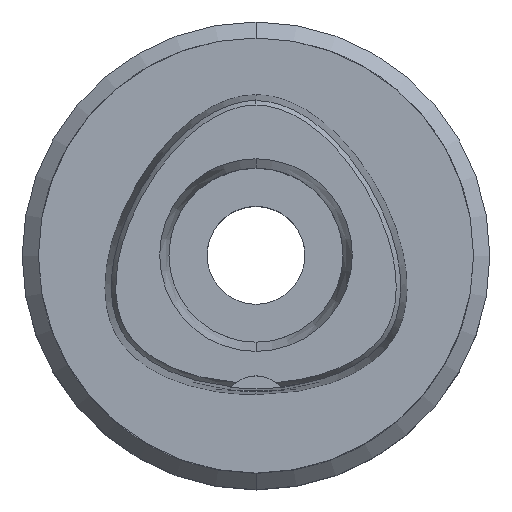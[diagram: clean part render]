
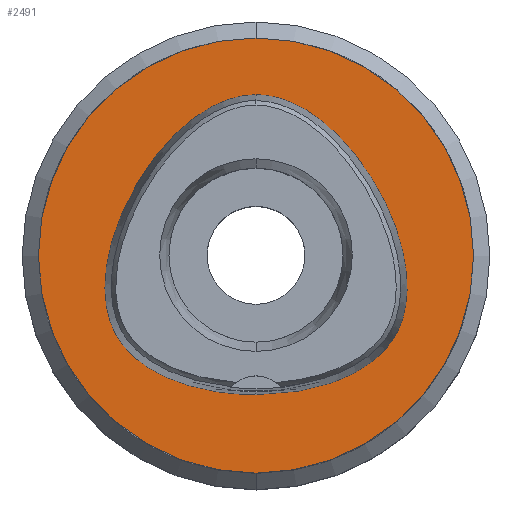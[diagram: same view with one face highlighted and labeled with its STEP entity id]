
A CAD part, top view. The second image highlights one B-rep face of the part: STEP entity #2491.
In plain terms, the highlighted planar face has unit normal (0, 0, 1).
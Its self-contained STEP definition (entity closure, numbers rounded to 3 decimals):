
#288=CARTESIAN_POINT('',(0.,0.,0.));
#289=DIRECTION('',(0.,0.,-1.));
#290=DIRECTION('',(0.,-1.,0.));
#291=AXIS2_PLACEMENT_3D('',#288,#289,#290);
#296=CARTESIAN_POINT('',(0.,0.,0.));
#297=DIRECTION('',(0.,0.,-1.));
#298=DIRECTION('',(0.,1.,0.));
#299=AXIS2_PLACEMENT_3D('',#296,#297,#298);
#304=CARTESIAN_POINT('',(0.,-25.575,0.));
#305=CARTESIAN_POINT('',(1.226,-25.575,0.));
#306=CARTESIAN_POINT('',(3.622,-25.484,
0.));
#307=CARTESIAN_POINT('',(7.094,-25.091,0.));
#308=CARTESIAN_POINT('',(10.293,-24.477,0.));
#309=CARTESIAN_POINT('',(13.168,-23.687,0.));
#310=CARTESIAN_POINT('',(15.697,-22.766,0.));
#311=CARTESIAN_POINT('',(17.889,-21.752,0.));
#312=CARTESIAN_POINT('',(19.771,-20.675,0.));
#313=CARTESIAN_POINT('',(21.375,-19.555,0.));
#314=CARTESIAN_POINT('',(22.734,-18.404,0.));
#315=CARTESIAN_POINT('',(23.882,-17.226,0.));
#316=CARTESIAN_POINT('',(24.837,-16.03,0.));
#317=CARTESIAN_POINT('',(25.634,-14.801,0.));
#318=CARTESIAN_POINT('',(26.301,-13.495,0.));
#319=CARTESIAN_POINT('',(26.86,-12.066,0.));
#320=CARTESIAN_POINT('',(27.305,-10.485,0.));
#321=CARTESIAN_POINT('',(27.622,-8.732,0.));
#322=CARTESIAN_POINT('',(27.791,-6.783,0.));
#323=CARTESIAN_POINT('',(27.782,-4.613,0.));
#324=CARTESIAN_POINT('',(27.563,-2.206,0.));
#325=CARTESIAN_POINT('',(27.095,0.448,0.));
#326=CARTESIAN_POINT('',(26.341,3.334,0.));
#327=CARTESIAN_POINT('',(25.271,6.415,0.));
#328=CARTESIAN_POINT('',(23.877,9.614,0.));
#329=CARTESIAN_POINT('',(22.178,12.827,0.));
#330=CARTESIAN_POINT('',(20.243,15.904,0.));
#331=CARTESIAN_POINT('',(18.169,18.706,0.));
#332=CARTESIAN_POINT('',(16.035,21.169,0.));
#333=CARTESIAN_POINT('',(13.914,23.261,0.));
#334=CARTESIAN_POINT('',(11.851,24.989,0.));
#335=CARTESIAN_POINT('',(9.878,26.379,0.));
#336=CARTESIAN_POINT('',(8.005,27.467,0.));
#337=CARTESIAN_POINT('',(6.233,28.294,0.));
#338=CARTESIAN_POINT('',(4.557,28.894,0.));
#339=CARTESIAN_POINT('',(2.966,29.297,0.));
#340=CARTESIAN_POINT('',(1.45,29.526,
0.));
#341=CARTESIAN_POINT('',(0.477,29.575,
0.));
#342=CARTESIAN_POINT('',(0.,29.575,
0.));
#347=CARTESIAN_POINT('',(0.,29.575,
0.));
#348=CARTESIAN_POINT('',(-0.477,29.575,0.));
#349=CARTESIAN_POINT('',(-1.45,29.526,
0.));
#350=CARTESIAN_POINT('',(-2.966,29.297,0.));
#351=CARTESIAN_POINT('',(-4.557,28.894,0.));
#352=CARTESIAN_POINT('',(-6.233,28.294,0.));
#353=CARTESIAN_POINT('',(-8.004,27.468,0.));
#354=CARTESIAN_POINT('',(-9.877,26.379,0.));
#355=CARTESIAN_POINT('',(-11.851,24.989,0.));
#356=CARTESIAN_POINT('',(-13.913,23.262,0.));
#357=CARTESIAN_POINT('',(-16.035,21.17,0.));
#358=CARTESIAN_POINT('',(-18.168,18.707,0.));
#359=CARTESIAN_POINT('',(-20.242,15.904,0.));
#360=CARTESIAN_POINT('',(-22.177,12.83,0.));
#361=CARTESIAN_POINT('',(-23.875,9.619,0.));
#362=CARTESIAN_POINT('',(-25.269,6.42,0.));
#363=CARTESIAN_POINT('',(-26.339,3.34,0.));
#364=CARTESIAN_POINT('',(-27.094,0.454,0.));
#365=CARTESIAN_POINT('',(-27.562,-2.198,0.));
#366=CARTESIAN_POINT('',(-27.782,-4.605,0.));
#367=CARTESIAN_POINT('',(-27.791,-6.775,0.));
#368=CARTESIAN_POINT('',(-27.623,-8.725,0.));
#369=CARTESIAN_POINT('',(-27.307,-10.479,0.));
#370=CARTESIAN_POINT('',(-26.862,-12.061,0.));
#371=CARTESIAN_POINT('',(-26.304,-13.489,0.));
#372=CARTESIAN_POINT('',(-25.636,-14.797,0.));
#373=CARTESIAN_POINT('',(-24.839,-16.028,0.));
#374=CARTESIAN_POINT('',(-23.883,-17.224,0.));
#375=CARTESIAN_POINT('',(-22.737,-18.401,0.));
#376=CARTESIAN_POINT('',(-21.378,-19.552,0.));
#377=CARTESIAN_POINT('',(-19.775,-20.672,0.));
#378=CARTESIAN_POINT('',(-17.894,-21.75,0.));
#379=CARTESIAN_POINT('',(-15.701,-22.764,0.));
#380=CARTESIAN_POINT('',(-13.171,-23.686,0.));
#381=CARTESIAN_POINT('',(-10.295,-24.476,0.));
#382=CARTESIAN_POINT('',(-7.096,-25.091,0.));
#383=CARTESIAN_POINT('',(-3.622,-25.484,
0.));
#384=CARTESIAN_POINT('',(-1.226,-25.575,0.));
#385=CARTESIAN_POINT('',(0.,-25.575,0.));
#1580=VERTEX_POINT('',#347);
#1581=VERTEX_POINT('',#385);
#1586=CARTESIAN_POINT('',(0.,-40.,0.));
#1587=CARTESIAN_POINT('',(0.,40.,0.));
#1588=VERTEX_POINT('',#1586);
#1589=VERTEX_POINT('',#1587);
#2475=CARTESIAN_POINT('',(0.,0.,0.));
#2476=DIRECTION('',(0.,0.,-1.));
#2477=DIRECTION('',(0.,-1.,0.));
#2478=AXIS2_PLACEMENT_3D('',#2475,#2476,#2477);
#2479=PLANE('',#2478);
#2481=ORIENTED_EDGE('',*,*,#2480,.T.);
#2483=ORIENTED_EDGE('',*,*,#2482,.T.);
#2484=EDGE_LOOP('',(#2481,#2483));
#2485=FACE_OUTER_BOUND('',#2484,.F.);
#2487=ORIENTED_EDGE('',*,*,#2486,.T.);
#2488=ORIENTED_EDGE('',*,*,#2458,.T.);
#2489=EDGE_LOOP('',(#2487,#2488));
#2490=FACE_BOUND('',#2489,.F.);
#292=CIRCLE('',#291,40.);
#300=CIRCLE('',#299,40.);
#343=B_SPLINE_CURVE_WITH_KNOTS('',3,(#304,#305,#306,#307,#308,#309,#310,#311,
#312,#313,#314,#315,#316,#317,#318,#319,#320,#321,#322,#323,#324,#325,#326,#327,
#328,#329,#330,#331,#332,#333,#334,#335,#336,#337,#338,#339,#340,#341,#342),
.UNSPECIFIED.,.F.,.F.,(4,1,1,1,1,1,1,1,1,1,1,1,1,1,1,1,1,1,1,1,1,1,1,1,1,1,1,1,
1,1,1,1,1,1,1,1,4),(0.,0.028,0.056,0.083,
0.111,0.139,0.167,0.194,
0.222,0.25,0.278,0.306,0.333,
0.361,0.389,0.417,0.444,
0.472,0.5,0.528,0.556,0.583,
0.611,0.639,0.667,0.694,
0.722,0.75,0.778,0.806,0.833,
0.861,0.889,0.917,0.944,
0.972,1.),.UNSPECIFIED.);
#386=B_SPLINE_CURVE_WITH_KNOTS('',3,(#347,#348,#349,#350,#351,#352,#353,#354,
#355,#356,#357,#358,#359,#360,#361,#362,#363,#364,#365,#366,#367,#368,#369,#370,
#371,#372,#373,#374,#375,#376,#377,#378,#379,#380,#381,#382,#383,#384,#385),
.UNSPECIFIED.,.F.,.F.,(4,1,1,1,1,1,1,1,1,1,1,1,1,1,1,1,1,1,1,1,1,1,1,1,1,1,1,1,
1,1,1,1,1,1,1,1,4),(0.,0.028,0.056,0.083,
0.111,0.139,0.167,0.194,
0.222,0.25,0.278,0.306,0.333,
0.361,0.389,0.417,0.444,
0.472,0.5,0.528,0.556,0.583,
0.611,0.639,0.667,0.694,
0.722,0.75,0.778,0.806,0.833,
0.861,0.889,0.917,0.944,
0.972,1.),.UNSPECIFIED.);
#2458=EDGE_CURVE('',#1580,#1581,#386,.T.);
#2480=EDGE_CURVE('',#1588,#1589,#292,.T.);
#2482=EDGE_CURVE('',#1589,#1588,#300,.T.);
#2486=EDGE_CURVE('',#1581,#1580,#343,.T.);
#2491=ADVANCED_FACE('',(#2485,#2490),#2479,.F.);
